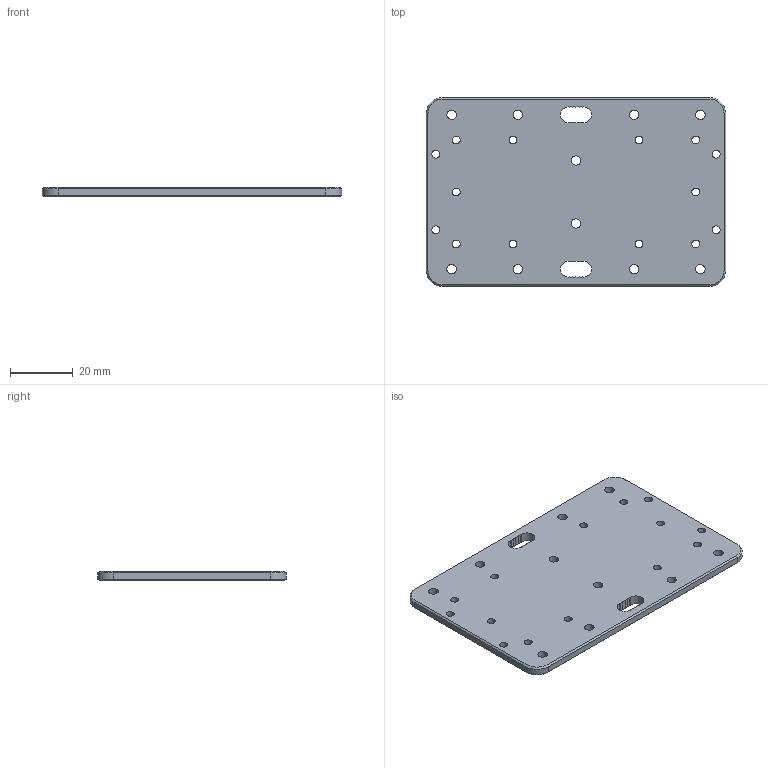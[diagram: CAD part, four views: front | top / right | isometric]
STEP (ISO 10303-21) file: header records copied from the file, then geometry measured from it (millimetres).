
FILE_DESCRIPTION(('FreeCAD Model'),'2;1');
FILE_NAME('plate_middle.step','2020-01-27T05:15:50',('Author'),( ''),'Open CASCADE STEP processor 7.3','FreeCAD','Unknown');
FILE_SCHEMA(('AUTOMOTIVE_DESIGN { 1 0 10303 214 1 1 1 1 }'));
Length unit declared in the file: millimetre
Products named in the file (1): plate_middle
Bounding box: 95 x 60 x 3 mm (x, y, z)
Volume: 16275.5 mm3; surface area: 12394.7 mm2
Topology: 1 solids, 1 shells, 102 faces, 284 edges, 184 vertices
Faces by surface type: cylinder 80, plane 14, cone 8
Entity records: 7537 total; most frequent: CARTESIAN_POINT 1883, DIRECTION 1102, ORIENTED_EDGE 568, PCURVE 568, DEFINITIONAL_REPRESENTATION 568, LINE 524, VECTOR 524, EDGE_CURVE 284
